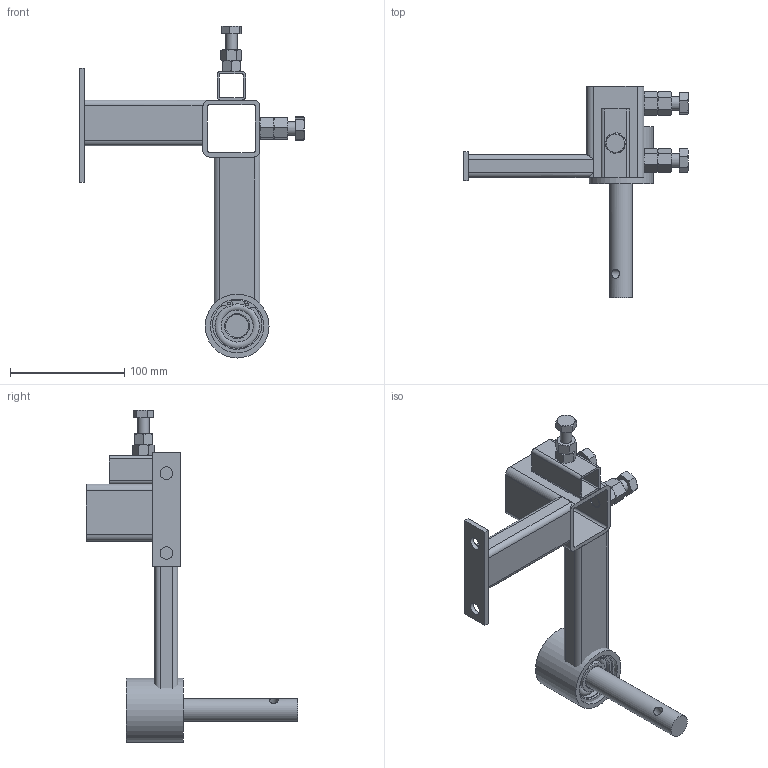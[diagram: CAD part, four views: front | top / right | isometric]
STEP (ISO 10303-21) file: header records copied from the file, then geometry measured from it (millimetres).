
FILE_DESCRIPTION((' '),'2;1');
FILE_NAME( 'STV4___ _________ ________ ______ (______).stp', '2018-03- 2T20:07:02', (' '), ('--- Datakit www.datakit.com---'), ' Datakit CrossCadWare V2017.1 Dec 27 2016', 'DATAKIT 2018 (c)', ' ');
FILE_SCHEMA(('AP203_CONFIGURATION_CONTROLLED_3D_DESIGN_OF_MECHANICAL_PARTS_AND_ASSEMBLIES_MIM_LF { 1 0 10303 403 2 1 2}'));
Length unit declared in the file: millimetre
Products named in the file (9): STV4СТВ приводной механизм 1 (рама правая); STV4circlip for bores normal_din; STV4radial ball bearing_68_skf; STV4hex nut gradec_iso; STV4hex screw gradec_iso; STV4hex screw gradec_iso--1; STV4hex nut gradec_iso--1; STV4СТВприводной механизм 6  (Вал 150х20); STV4СТВ приводной механизм сборка (правая)
Assembly tree (15 placements, depth 2):
  STV4СТВ приводной механизм сборка (правая)
    STV4СТВ приводной механизм 1 (рама правая)
    STV4circlip for bores normal_din  x2
    STV4radial ball bearing_68_skf  x2
    STV4hex nut gradec_iso  x2
    STV4hex screw gradec_iso
    STV4hex screw gradec_iso--1  x2
    STV4hex nut gradec_iso--1  x4
    STV4СТВприводной механизм 6  (Вал 150х20)
Bounding box: 196.95 x 185 x 290.85 mm (x, y, z)
Volume: 292888.8 mm3; surface area: 156174.9 mm2
Topology: 20 solids, 20 shells, 359 faces, 836 edges, 521 vertices
Faces by surface type: plane 146, cone 105, cylinder 96, torus 12
Full cylindrical faces by diameter (mm): 2.5 x4, 8 x1, 8.5 x2, 10 x3, 10.2 x4, 11 x3, 12 x8, 20 x3, 28.1 x4, 38.9 x4, 47 x3, 56 x1
Entity records: 6827 total; most frequent: CARTESIAN_POINT 1680, DIRECTION 1082, ORIENTED_EDGE 936, EDGE_CURVE 468, AXIS2_PLACEMENT_3D 436, VERTEX_POINT 318, EDGE_LOOP 280, FACE_OUTER_BOUND 212
